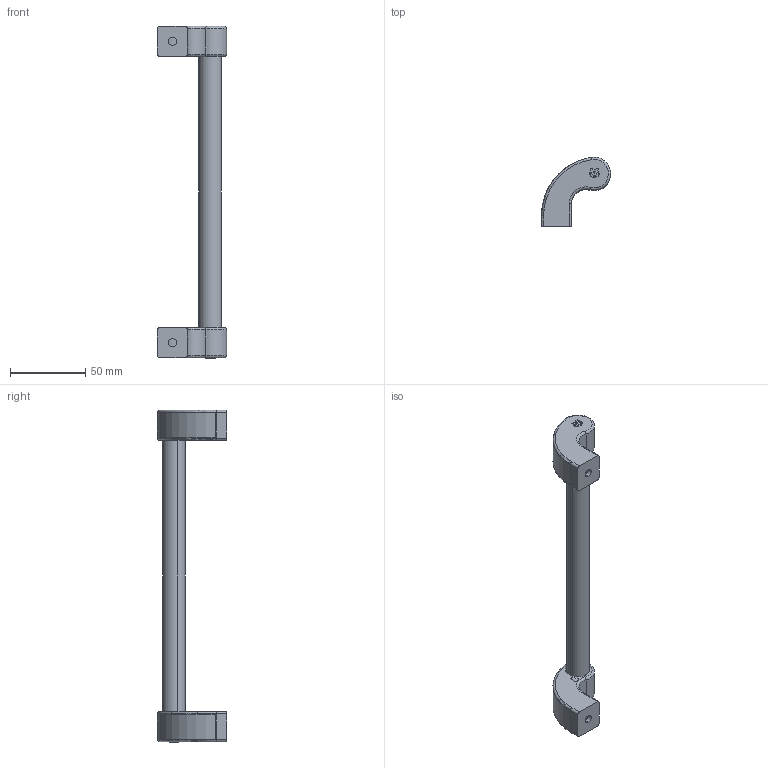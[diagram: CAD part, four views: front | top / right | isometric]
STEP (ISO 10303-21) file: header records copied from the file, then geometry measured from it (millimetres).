
FILE_DESCRIPTION (( 'STEP AP203' ), '1' );
FILE_NAME ('084.506.007.STEP', '2016-01-21T12:38:55', ( 'SICO-SERVICE' ), ( 'Hewlett-Packard Company' ), 'SwSTEP 2.0', 'SolidWorks 2016', '' );
FILE_SCHEMA (( 'CONFIG_CONTROL_DESIGN' ));
Length unit declared in the file: millimetre
Products named in the file (7): 084.506.007C SX_D25; 084.506.007T; 084.506.007I DX; 084.506.007P_Default<A macchina>; 084.506.007I SX; 084.506.007; 084.506.007C DX_D25
Assembly tree (7 placements, depth 2):
  084.506.007
    084.506.007C DX_D25
    084.506.007C SX_D25
    084.506.007T  x2
    084.506.007P_Default<A macchina>
    084.506.007I DX
    084.506.007I SX
Bounding box: 46 x 46 x 220.4 mm (x, y, z)
Volume: 38841.9 mm3; surface area: 39092.3 mm2
Topology: 7 solids, 7 shells, 890 faces, 2146 edges, 1214 vertices
Faces by surface type: cylinder 364, plane 254, torus 118, sphere 64, bspline 62, cone 28
Entity records: 28881 total; most frequent: CARTESIAN_POINT 9209, DIRECTION 4197, ORIENTED_EDGE 3850, EDGE_CURVE 1925, AXIS2_PLACEMENT_3D 1643, VERTEX_POINT 1124, VECTOR 911, LINE 911
